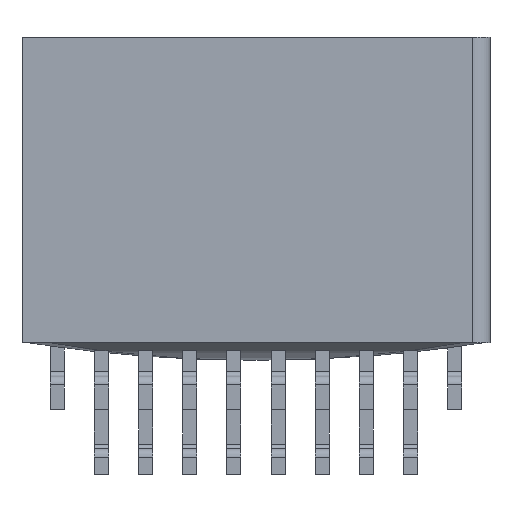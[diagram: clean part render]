
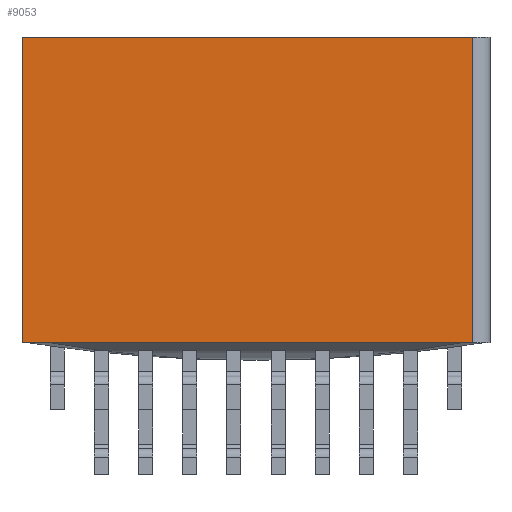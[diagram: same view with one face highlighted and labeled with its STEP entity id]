
A CAD part, front view. The second image highlights one B-rep face of the part: STEP entity #9053.
In plain terms, the highlighted planar face has unit normal (0, -1, 0).
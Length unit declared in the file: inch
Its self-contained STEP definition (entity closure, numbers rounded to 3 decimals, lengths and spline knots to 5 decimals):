
#529 = DIRECTION ( 'NONE',  ( 1., 0., 0. ) ) ;
#821 = FACE_OUTER_BOUND ( 'NONE', #7804, .T. ) ;
#970 = CARTESIAN_POINT ( 'NONE',  ( -0.4825, -0.035, -0.0865 ) ) ;
#1108 = VECTOR ( 'NONE', #529, 39.37008 ) ;
#2325 = VECTOR ( 'NONE', #9290, 39.37008 ) ;
#3231 = EDGE_CURVE ( 'NONE', #7546, #6758, #4028, .T. ) ;
#3374 = VECTOR ( 'NONE', #11793, 39.37008 ) ;
#3549 = DIRECTION ( 'NONE',  ( 0., -1., 0. ) ) ;
#3831 = VERTEX_POINT ( 'NONE', #12854 ) ;
#4011 = ORIENTED_EDGE ( 'NONE', *, *, #3231, .F. ) ;
#4028 = LINE ( 'NONE', #4866, #1108 ) ;
#4445 = ORIENTED_EDGE ( 'NONE', *, *, #6693, .F. ) ;
#4866 = CARTESIAN_POINT ( 'NONE',  ( -0.4825, -0.035, 0.0865 ) ) ;
#5013 = LINE ( 'NONE', #6873, #10425 ) ;
#5647 = CARTESIAN_POINT ( 'NONE',  ( -0.4825, -0.035, -0.0865 ) ) ;
#6030 = CARTESIAN_POINT ( 'NONE',  ( -0.1325, -0.035, -0.0865 ) ) ;
#6246 = LINE ( 'NONE', #970, #3374 ) ;
#6693 = EDGE_CURVE ( 'NONE', #8104, #3831, #6246, .T. ) ;
#6758 = VERTEX_POINT ( 'NONE', #9775 ) ;
#6873 = CARTESIAN_POINT ( 'NONE',  ( 0.1225, -0.035, 0.0865 ) ) ;
#7546 = VERTEX_POINT ( 'NONE', #7585 ) ;
#7585 = CARTESIAN_POINT ( 'NONE',  ( -0.1325, -0.035, 0.0865 ) ) ;
#7804 = EDGE_LOOP ( 'NONE', ( #8280, #4445, #8345, #4011 ) ) ;
#8104 = VERTEX_POINT ( 'NONE', #12852 ) ;
#8280 = ORIENTED_EDGE ( 'NONE', *, *, #10596, .F. ) ;
#8345 = ORIENTED_EDGE ( 'NONE', *, *, #8627, .T. ) ;
#8627 = EDGE_CURVE ( 'NONE', #8104, #6758, #5013, .T. ) ;
#8910 = PLANE ( 'NONE',  #13587 ) ;
#9053 = ADVANCED_FACE ( 'NONE', ( #821 ), #8910, .T. ) ;
#9290 = DIRECTION ( 'NONE',  ( 0., 0., 1. ) ) ;
#9775 = CARTESIAN_POINT ( 'NONE',  ( 0.1225, -0.035, 0.0865 ) ) ;
#10425 = VECTOR ( 'NONE', #13345, 39.37008 ) ;
#10596 = EDGE_CURVE ( 'NONE', #3831, #7546, #13833, .T. ) ;
#11082 = DIRECTION ( 'NONE',  ( 0., 0., -1. ) ) ;
#11793 = DIRECTION ( 'NONE',  ( -1., 0., 0. ) ) ;
#12852 = CARTESIAN_POINT ( 'NONE',  ( 0.1225, -0.035, -0.0865 ) ) ;
#12854 = CARTESIAN_POINT ( 'NONE',  ( -0.1325, -0.035, -0.0865 ) ) ;
#13345 = DIRECTION ( 'NONE',  ( 0., 0., 1. ) ) ;
#13587 = AXIS2_PLACEMENT_3D ( 'NONE', #5647, #3549, #11082 ) ;
#13833 = LINE ( 'NONE', #6030, #2325 ) ;
